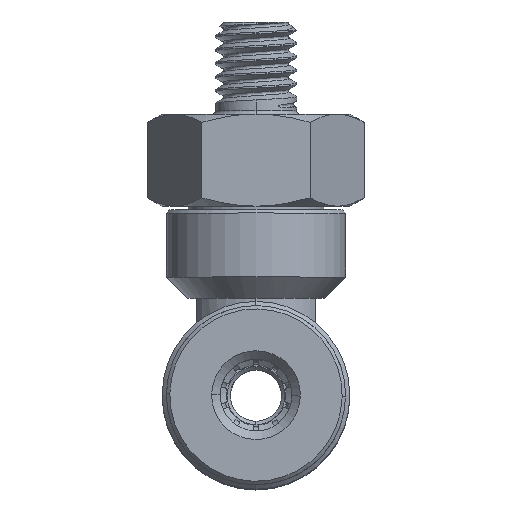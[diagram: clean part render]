
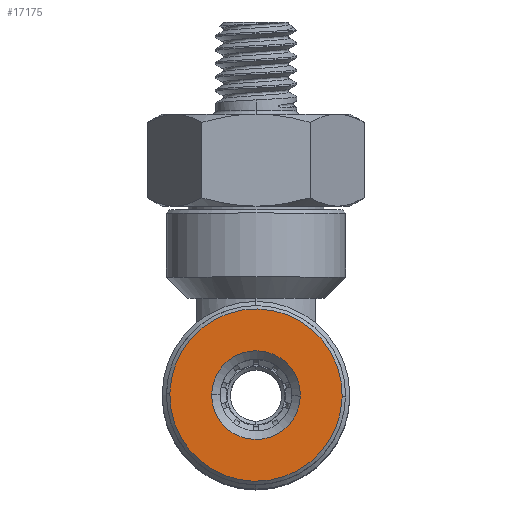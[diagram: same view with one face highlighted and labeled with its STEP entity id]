
A CAD part, top view. The second image highlights one B-rep face of the part: STEP entity #17175.
In plain terms, the highlighted planar face has unit normal (0, 0, 1).
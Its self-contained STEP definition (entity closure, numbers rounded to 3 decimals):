
#955 = VERTEX_POINT ( 'NONE', #3746 ) ;
#1580 = EDGE_CURVE ( 'NONE', #955, #14500, #13977, .T. ) ;
#2294 = CARTESIAN_POINT ( 'NONE',  ( 0., 0., 14.49 ) ) ;
#2528 = EDGE_LOOP ( 'NONE', ( #19992, #17948 ) ) ;
#2862 = ORIENTED_EDGE ( 'NONE', *, *, #32763, .T. ) ;
#3372 = AXIS2_PLACEMENT_3D ( 'NONE', #9294, #27555, #11894 ) ;
#3672 = CIRCLE ( 'NONE', #23729, 2.6 ) ;
#3746 = CARTESIAN_POINT ( 'NONE',  ( -5.049, 0.106, 14.49 ) ) ;
#4916 = DIRECTION ( 'NONE',  ( -1., 0.021, 0. ) ) ;
#5095 = CARTESIAN_POINT ( 'NONE',  ( 2.599, -0.054, 14.49 ) ) ;
#7918 = AXIS2_PLACEMENT_3D ( 'NONE', #2294, #20509, #4916 ) ;
#9294 = CARTESIAN_POINT ( 'NONE',  ( 0., 0., 14.49 ) ) ;
#9311 = FACE_OUTER_BOUND ( 'NONE', #2528, .T. ) ;
#9810 = CARTESIAN_POINT ( 'NONE',  ( -2.599, 0.054, 14.49 ) ) ;
#10893 = EDGE_LOOP ( 'NONE', ( #26712, #2862 ) ) ;
#11432 = DIRECTION ( 'NONE',  ( 0., 0., -1. ) ) ;
#11894 = DIRECTION ( 'NONE',  ( -1., 0.021, 0. ) ) ;
#12769 = DIRECTION ( 'NONE',  ( 0., 0., 1. ) ) ;
#13977 = CIRCLE ( 'NONE', #19797, 5.05 ) ;
#14378 = CARTESIAN_POINT ( 'NONE',  ( 0., 0., 14.49 ) ) ;
#14421 = DIRECTION ( 'NONE',  ( 0., 0., 1. ) ) ;
#14487 = DIRECTION ( 'NONE',  ( -1., 0.021, 0. ) ) ;
#14500 = VERTEX_POINT ( 'NONE', #18918 ) ;
#15430 = FACE_BOUND ( 'NONE', #10893, .T. ) ;
#17175 = ADVANCED_FACE ( 'NONE', ( #15430, #9311 ), #17904, .T. ) ;
#17904 = PLANE ( 'NONE',  #21813 ) ;
#17948 = ORIENTED_EDGE ( 'NONE', *, *, #1580, .T. ) ;
#18587 = CIRCLE ( 'NONE', #3372, 5.05 ) ;
#18918 = CARTESIAN_POINT ( 'NONE',  ( 5.049, -0.106, 14.49 ) ) ;
#19035 = EDGE_CURVE ( 'NONE', #14500, #955, #18587, .T. ) ;
#19797 = AXIS2_PLACEMENT_3D ( 'NONE', #14378, #14421, #14487 ) ;
#19992 = ORIENTED_EDGE ( 'NONE', *, *, #19035, .T. ) ;
#20509 = DIRECTION ( 'NONE',  ( 0., 0., -1. ) ) ;
#20979 = CIRCLE ( 'NONE', #7918, 2.6 ) ;
#21109 = VERTEX_POINT ( 'NONE', #5095 ) ;
#21813 = AXIS2_PLACEMENT_3D ( 'NONE', #28460, #12769, #31019 ) ;
#23729 = AXIS2_PLACEMENT_3D ( 'NONE', #27096, #11432, #29690 ) ;
#26521 = EDGE_CURVE ( 'NONE', #30345, #21109, #3672, .T. ) ;
#26712 = ORIENTED_EDGE ( 'NONE', *, *, #26521, .T. ) ;
#27096 = CARTESIAN_POINT ( 'NONE',  ( 0., 0., 14.49 ) ) ;
#27555 = DIRECTION ( 'NONE',  ( 0., 0., 1. ) ) ;
#28460 = CARTESIAN_POINT ( 'NONE',  ( 0., 0., 14.49 ) ) ;
#29690 = DIRECTION ( 'NONE',  ( -1., 0.021, 0. ) ) ;
#30345 = VERTEX_POINT ( 'NONE', #9810 ) ;
#31019 = DIRECTION ( 'NONE',  ( -1., 0.021, 0. ) ) ;
#32763 = EDGE_CURVE ( 'NONE', #21109, #30345, #20979, .T. ) ;
